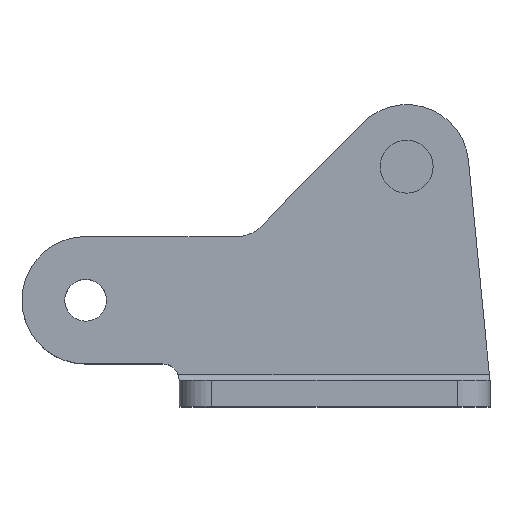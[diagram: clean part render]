
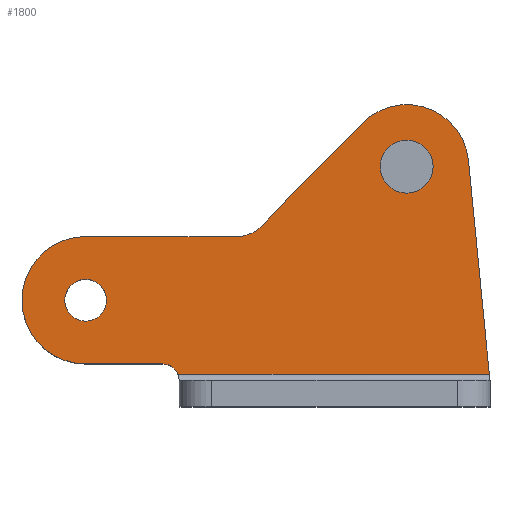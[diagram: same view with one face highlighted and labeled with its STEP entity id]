
A CAD part, top view. The second image highlights one B-rep face of the part: STEP entity #1800.
In plain terms, the highlighted planar face has unit normal (0, 0, 1).
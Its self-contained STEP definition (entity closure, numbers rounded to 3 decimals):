
#50 = AXIS2_PLACEMENT_3D ( 'NONE', #104, #1164, #1443 ) ;
#70 = LINE ( 'NONE', #1742, #1224 ) ;
#78 = CARTESIAN_POINT ( 'NONE',  ( -49.15, -20.45, 4. ) ) ;
#100 = CARTESIAN_POINT ( 'NONE',  ( -49.15, -20.45, 4. ) ) ;
#104 = CARTESIAN_POINT ( 'NONE',  ( -49.15, -20.45, 4. ) ) ;
#126 = VERTEX_POINT ( 'NONE', #767 ) ;
#156 = AXIS2_PLACEMENT_3D ( 'NONE', #1185, #276, #1323 ) ;
#182 = CARTESIAN_POINT ( 'NONE',  ( -22.438, -9.248, 4. ) ) ;
#190 = DIRECTION ( 'NONE',  ( -1., 0., 0. ) ) ;
#206 = CARTESIAN_POINT ( 'NONE',  ( -6.769, 6.665, 4. ) ) ;
#220 = ORIENTED_EDGE ( 'NONE', *, *, #904, .T. ) ;
#223 = DIRECTION ( 'NONE',  ( 1., 0., 0. ) ) ;
#242 = EDGE_CURVE ( 'NONE', #1398, #1477, #825, .T. ) ;
#266 = EDGE_CURVE ( 'NONE', #1688, #126, #1138, .T. ) ;
#276 = DIRECTION ( 'NONE',  ( 0., 0., 1. ) ) ;
#296 = FACE_BOUND ( 'NONE', #1502, .T. ) ;
#297 = CIRCLE ( 'NONE', #1113, 4.05 ) ;
#307 = CARTESIAN_POINT ( 'NONE',  ( -4.05, 0., 4. ) ) ;
#327 = CARTESIAN_POINT ( 'NONE',  ( -49.15, -20.45, 4. ) ) ;
#329 = PLANE ( 'NONE',  #1895 ) ;
#359 = DIRECTION ( 'NONE',  ( 0., 1., 0. ) ) ;
#364 = VECTOR ( 'NONE', #1037, 1000. ) ;
#366 = EDGE_CURVE ( 'NONE', #1477, #1398, #1396, .T. ) ;
#379 = CARTESIAN_POINT ( 'NONE',  ( -22.438, -9.248, 4. ) ) ;
#382 = FACE_OUTER_BOUND ( 'NONE', #1135, .T. ) ;
#386 = DIRECTION ( 'NONE',  ( 0., 0., -1. ) ) ;
#411 = VECTOR ( 'NONE', #1478, 1000. ) ;
#427 = EDGE_CURVE ( 'NONE', #1320, #852, #1560, .T. ) ;
#432 = CARTESIAN_POINT ( 'NONE',  ( -52.35, -20.45, 4. ) ) ;
#465 = ORIENTED_EDGE ( 'NONE', *, *, #427, .T. ) ;
#468 = CIRCLE ( 'NONE', #156, 9.5 ) ;
#479 = DIRECTION ( 'NONE',  ( 1., 0., 0. ) ) ;
#492 = DIRECTION ( 'NONE',  ( 0., 0., -1. ) ) ;
#517 = DIRECTION ( 'NONE',  ( 1., 0., 0. ) ) ;
#528 = CARTESIAN_POINT ( 'NONE',  ( 12.645, -31.75, 4. ) ) ;
#565 = CARTESIAN_POINT ( 'NONE',  ( -58.9, -20.45, 4. ) ) ;
#587 = EDGE_CURVE ( 'NONE', #1521, #1320, #468, .T. ) ;
#616 = ORIENTED_EDGE ( 'NONE', *, *, #1062, .T. ) ;
#654 = CIRCLE ( 'NONE', #50, 9.75 ) ;
#702 = CIRCLE ( 'NONE', #725, 4.05 ) ;
#713 = ORIENTED_EDGE ( 'NONE', *, *, #1830, .T. ) ;
#725 = AXIS2_PLACEMENT_3D ( 'NONE', #1408, #492, #1558 ) ;
#763 = ORIENTED_EDGE ( 'NONE', *, *, #366, .F. ) ;
#767 = CARTESIAN_POINT ( 'NONE',  ( -49.15, -30.2, 4. ) ) ;
#780 = LINE ( 'NONE', #528, #364 ) ;
#786 = AXIS2_PLACEMENT_3D ( 'NONE', #907, #1547, #359 ) ;
#787 = CARTESIAN_POINT ( 'NONE',  ( -25.961, -5.7, 4. ) ) ;
#805 = CARTESIAN_POINT ( 'NONE',  ( 9.455, 0.923, 4. ) ) ;
#816 = VECTOR ( 'NONE', #517, 1000. ) ;
#819 = LINE ( 'NONE', #1893, #411 ) ;
#825 = CIRCLE ( 'NONE', #1494, 3.2 ) ;
#838 = DIRECTION ( 'NONE',  ( -0.702, -0.713, 0. ) ) ;
#840 = CIRCLE ( 'NONE', #1193, 5. ) ;
#842 = AXIS2_PLACEMENT_3D ( 'NONE', #78, #1134, #223 ) ;
#852 = VERTEX_POINT ( 'NONE', #182 ) ;
#856 = DIRECTION ( 'NONE',  ( 1., 0., 0. ) ) ;
#880 = VERTEX_POINT ( 'NONE', #1387 ) ;
#882 = CARTESIAN_POINT ( 'NONE',  ( -37.35, -30.2, 4. ) ) ;
#890 = CARTESIAN_POINT ( 'NONE',  ( -35.038, -31.75, 4. ) ) ;
#896 = CIRCLE ( 'NONE', #786, 2.5 ) ;
#904 = EDGE_CURVE ( 'NONE', #1428, #1606, #702, .T. ) ;
#907 = CARTESIAN_POINT ( 'NONE',  ( -37.35, -32.7, 4. ) ) ;
#936 = CARTESIAN_POINT ( 'NONE',  ( 12.645, -31.75, 4. ) ) ;
#1029 = VERTEX_POINT ( 'NONE', #1888 ) ;
#1031 = EDGE_CURVE ( 'NONE', #880, #1029, #70, .T. ) ;
#1037 = DIRECTION ( 'NONE',  ( -0.097, 0.995, 0. ) ) ;
#1041 = EDGE_CURVE ( 'NONE', #126, #1060, #819, .T. ) ;
#1060 = VERTEX_POINT ( 'NONE', #882 ) ;
#1061 = CARTESIAN_POINT ( 'NONE',  ( -45.95, -20.45, 4. ) ) ;
#1062 = EDGE_CURVE ( 'NONE', #1471, #1521, #780, .T. ) ;
#1098 = VERTEX_POINT ( 'NONE', #890 ) ;
#1107 = DIRECTION ( 'NONE',  ( 0., 0., 1. ) ) ;
#1113 = AXIS2_PLACEMENT_3D ( 'NONE', #1773, #1903, #1451 ) ;
#1134 = DIRECTION ( 'NONE',  ( 0., 0., 1. ) ) ;
#1135 = EDGE_LOOP ( 'NONE', ( #1559, #465, #1407, #1279, #713, #1336, #1930, #1434, #1331, #616 ) ) ;
#1138 = CIRCLE ( 'NONE', #1392, 9.75 ) ;
#1164 = DIRECTION ( 'NONE',  ( 0., 0., 1. ) ) ;
#1178 = CARTESIAN_POINT ( 'NONE',  ( -23.128, -31.75, 4. ) ) ;
#1185 = CARTESIAN_POINT ( 'NONE',  ( 0., 0., 4. ) ) ;
#1193 = AXIS2_PLACEMENT_3D ( 'NONE', #787, #386, #1376 ) ;
#1224 = VECTOR ( 'NONE', #1752, 1000. ) ;
#1279 = ORIENTED_EDGE ( 'NONE', *, *, #1031, .T. ) ;
#1300 = ORIENTED_EDGE ( 'NONE', *, *, #242, .F. ) ;
#1320 = VERTEX_POINT ( 'NONE', #206 ) ;
#1323 = DIRECTION ( 'NONE',  ( 1., 0., 0. ) ) ;
#1331 = ORIENTED_EDGE ( 'NONE', *, *, #1526, .T. ) ;
#1336 = ORIENTED_EDGE ( 'NONE', *, *, #266, .T. ) ;
#1349 = EDGE_LOOP ( 'NONE', ( #763, #1300 ) ) ;
#1355 = EDGE_CURVE ( 'NONE', #1606, #1428, #297, .T. ) ;
#1376 = DIRECTION ( 'NONE',  ( -1., 0., 0. ) ) ;
#1387 = CARTESIAN_POINT ( 'NONE',  ( -25.961, -10.7, 4. ) ) ;
#1392 = AXIS2_PLACEMENT_3D ( 'NONE', #100, #1107, #190 ) ;
#1396 = CIRCLE ( 'NONE', #842, 3.2 ) ;
#1397 = DIRECTION ( 'NONE',  ( 0., 0., 1. ) ) ;
#1398 = VERTEX_POINT ( 'NONE', #432 ) ;
#1407 = ORIENTED_EDGE ( 'NONE', *, *, #1669, .T. ) ;
#1408 = CARTESIAN_POINT ( 'NONE',  ( 0., 0., 4. ) ) ;
#1428 = VERTEX_POINT ( 'NONE', #1864 ) ;
#1434 = ORIENTED_EDGE ( 'NONE', *, *, #1649, .T. ) ;
#1443 = DIRECTION ( 'NONE',  ( -1., 0., 0. ) ) ;
#1451 = DIRECTION ( 'NONE',  ( -1., 0., 0. ) ) ;
#1471 = VERTEX_POINT ( 'NONE', #936 ) ;
#1477 = VERTEX_POINT ( 'NONE', #1061 ) ;
#1478 = DIRECTION ( 'NONE',  ( 1., 0., 0. ) ) ;
#1494 = AXIS2_PLACEMENT_3D ( 'NONE', #327, #1397, #479 ) ;
#1502 = EDGE_LOOP ( 'NONE', ( #220, #1528 ) ) ;
#1521 = VERTEX_POINT ( 'NONE', #805 ) ;
#1526 = EDGE_CURVE ( 'NONE', #1098, #1471, #1579, .T. ) ;
#1528 = ORIENTED_EDGE ( 'NONE', *, *, #1355, .T. ) ;
#1547 = DIRECTION ( 'NONE',  ( 0., 0., -1. ) ) ;
#1558 = DIRECTION ( 'NONE',  ( -1., 0., 0. ) ) ;
#1559 = ORIENTED_EDGE ( 'NONE', *, *, #587, .T. ) ;
#1560 = LINE ( 'NONE', #379, #1902 ) ;
#1579 = LINE ( 'NONE', #1178, #816 ) ;
#1606 = VERTEX_POINT ( 'NONE', #307 ) ;
#1649 = EDGE_CURVE ( 'NONE', #1060, #1098, #896, .T. ) ;
#1669 = EDGE_CURVE ( 'NONE', #852, #880, #840, .T. ) ;
#1688 = VERTEX_POINT ( 'NONE', #565 ) ;
#1736 = CARTESIAN_POINT ( 'NONE',  ( -59.329, -31.75, 4. ) ) ;
#1742 = CARTESIAN_POINT ( 'NONE',  ( -23.128, -10.7, 4. ) ) ;
#1752 = DIRECTION ( 'NONE',  ( -1., 0., 0. ) ) ;
#1773 = CARTESIAN_POINT ( 'NONE',  ( 0., 0., 4. ) ) ;
#1800 = ADVANCED_FACE ( 'NONE', ( #382, #296, #1850 ), #329, .T. ) ;
#1830 = EDGE_CURVE ( 'NONE', #1029, #1688, #654, .T. ) ;
#1850 = FACE_BOUND ( 'NONE', #1349, .T. ) ;
#1864 = CARTESIAN_POINT ( 'NONE',  ( 4.05, 0., 4. ) ) ;
#1888 = CARTESIAN_POINT ( 'NONE',  ( -49.15, -10.7, 4. ) ) ;
#1893 = CARTESIAN_POINT ( 'NONE',  ( -23.128, -30.2, 4. ) ) ;
#1895 = AXIS2_PLACEMENT_3D ( 'NONE', #1736, #1900, #856 ) ;
#1900 = DIRECTION ( 'NONE',  ( 0., 0., 1. ) ) ;
#1902 = VECTOR ( 'NONE', #838, 1000. ) ;
#1903 = DIRECTION ( 'NONE',  ( 0., 0., -1. ) ) ;
#1930 = ORIENTED_EDGE ( 'NONE', *, *, #1041, .T. ) ;
